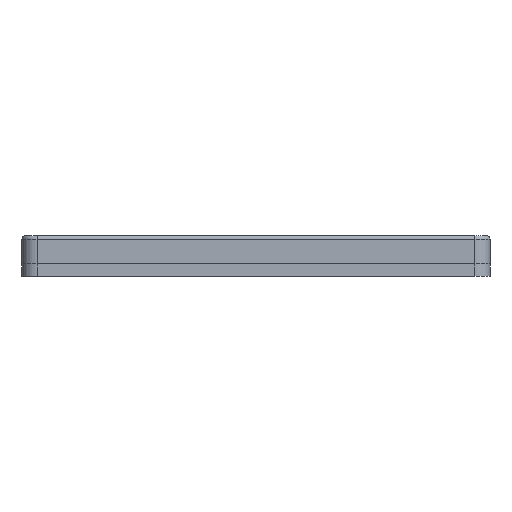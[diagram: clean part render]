
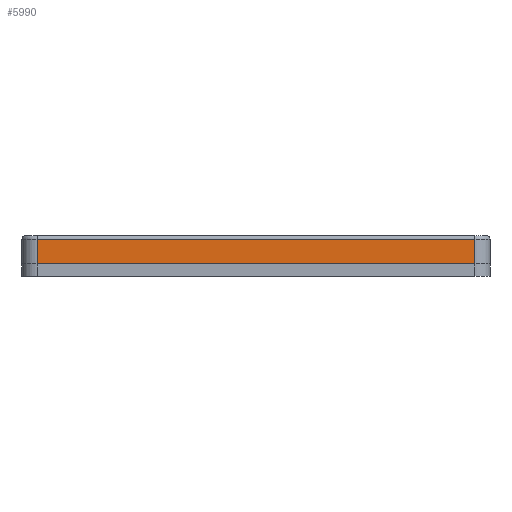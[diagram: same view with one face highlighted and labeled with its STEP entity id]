
A CAD part, left-side view. The second image highlights one B-rep face of the part: STEP entity #5990.
In plain terms, the highlighted planar face has unit normal (-1, 0, 0).
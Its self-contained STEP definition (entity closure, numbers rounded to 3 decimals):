
#2851 = VERTEX_POINT('',#2852);
#2852 = CARTESIAN_POINT('',(-46.363,28.551,3.2));
#2894 = VERTEX_POINT('',#2895);
#2895 = CARTESIAN_POINT('',(-46.363,-28.551,3.2));
#2902 = EDGE_CURVE('',#2894,#2851,#2903,.T.);
#2903 = LINE('',#2904,#2905);
#2904 = CARTESIAN_POINT('',(-46.363,-28.551,3.2));
#2905 = VECTOR('',#2906,1.);
#2906 = DIRECTION('',(0.,1.,0.));
#5971 = EDGE_CURVE('',#5972,#2851,#5974,.T.);
#5972 = VERTEX_POINT('',#5973);
#5973 = CARTESIAN_POINT('',(-46.363,28.551,0.));
#5974 = LINE('',#5975,#5976);
#5975 = CARTESIAN_POINT('',(-46.363,28.551,0.));
#5976 = VECTOR('',#5977,1.);
#5977 = DIRECTION('',(0.,0.,1.));
#5990 = ADVANCED_FACE('',(#5991),#6009,.T.);
#5991 = FACE_BOUND('',#5992,.T.);
#5992 = EDGE_LOOP('',(#5993,#6001,#6002,#6003));
#5993 = ORIENTED_EDGE('',*,*,#5994,.T.);
#5994 = EDGE_CURVE('',#5995,#2894,#5997,.T.);
#5995 = VERTEX_POINT('',#5996);
#5996 = CARTESIAN_POINT('',(-46.363,-28.551,0.));
#5997 = LINE('',#5998,#5999);
#5998 = CARTESIAN_POINT('',(-46.363,-28.551,0.));
#5999 = VECTOR('',#6000,1.);
#6000 = DIRECTION('',(0.,0.,1.));
#6001 = ORIENTED_EDGE('',*,*,#2902,.T.);
#6002 = ORIENTED_EDGE('',*,*,#5971,.F.);
#6003 = ORIENTED_EDGE('',*,*,#6004,.F.);
#6004 = EDGE_CURVE('',#5995,#5972,#6005,.T.);
#6005 = LINE('',#6006,#6007);
#6006 = CARTESIAN_POINT('',(-46.363,-28.551,0.));
#6007 = VECTOR('',#6008,1.);
#6008 = DIRECTION('',(0.,1.,0.));
#6009 = PLANE('',#6010);
#6010 = AXIS2_PLACEMENT_3D('',#6011,#6012,#6013);
#6011 = CARTESIAN_POINT('',(-46.363,-28.551,0.));
#6012 = DIRECTION('',(-1.,0.,0.));
#6013 = DIRECTION('',(0.,1.,0.));
